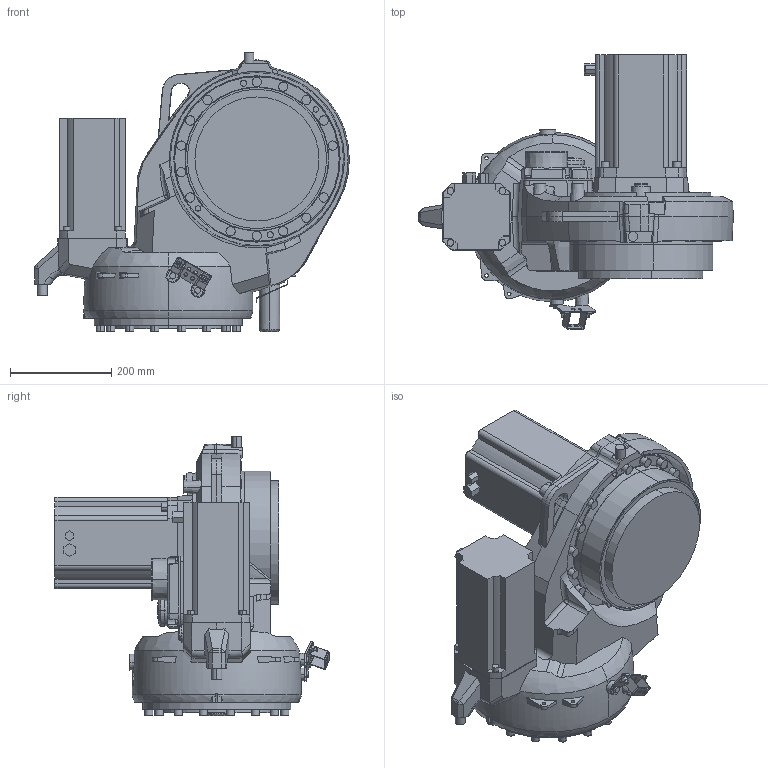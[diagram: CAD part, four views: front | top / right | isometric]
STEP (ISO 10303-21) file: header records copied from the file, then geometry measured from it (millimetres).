
FILE_DESCRIPTION (( 'STEP AP214' ), '1' );
FILE_NAME ('IRB4600_20kg-250_LINK1_CAD_rev04.STEP', '2016-12-06T10:24:00', ( 'ABB' ), ( 'ABB' ), 'SwSTEP 2.0', 'SolidWorks 2014', '' );
FILE_SCHEMA (( 'AUTOMOTIVE_DESIGN' ));
Length unit declared in the file: millimetre
Products named in the file (1): IRB4600_20kg-250_LINK1_CAD_rev04
Bounding box: 621.5 x 541.21 x 552.5 mm (x, y, z)
Volume: 42413440.6 mm3; surface area: 1426334.5 mm2
Topology: 1 solids, 1 shells, 995 faces, 2502 edges, 1588 vertices
Faces by surface type: plane 423, cylinder 281, cone 142, bspline 101, torus 44, sphere 4
Entity records: 44659 total; most frequent: CARTESIAN_POINT 10547, ORIENTED_EDGE 4988, DIRECTION 4621, EDGE_CURVE 2494, AXIS2_PLACEMENT_3D 1748, VERTEX_POINT 1588, LINE 1125, VECTOR 1125
